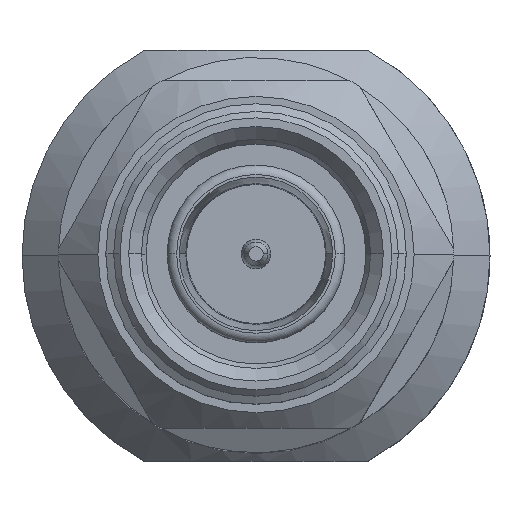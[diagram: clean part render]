
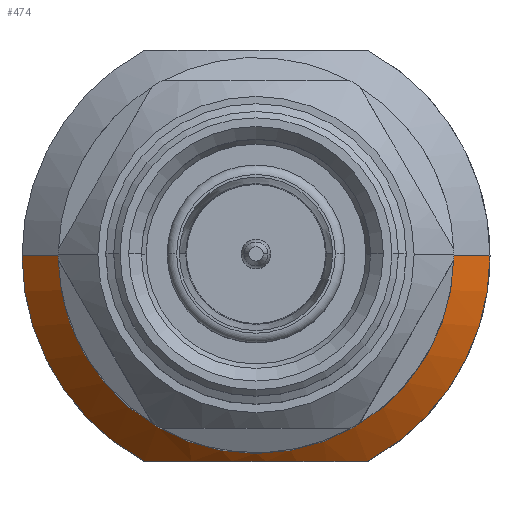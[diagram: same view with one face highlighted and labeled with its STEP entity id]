
A CAD part, top view. The second image highlights one B-rep face of the part: STEP entity #474.
In plain terms, the highlighted conical face has half-angle 45 degrees and reference radius 7.4 mm.
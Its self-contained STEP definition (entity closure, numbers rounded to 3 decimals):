
#228 = CONICAL_SURFACE ( 'NONE', #4023, 7.4, 0.785 ) ;
#450 = CARTESIAN_POINT ( 'NONE',  ( 0., 0., -36.06 ) ) ;
#474 = ADVANCED_FACE ( 'NONE', ( #6080 ), #228, .T. ) ;
#549 = CARTESIAN_POINT ( 'NONE',  ( -2.112, -6.5, -35.489 ) ) ;
#625 = CARTESIAN_POINT ( 'NONE',  ( 0., 0., -34.91 ) ) ;
#644 = CIRCLE ( 'NONE', #4919, 6.25 ) ;
#783 = VECTOR ( 'NONE', #3530, 1000. ) ;
#914 = DIRECTION ( 'NONE',  ( -0.707, 0., -0.707 ) ) ;
#942 = DIRECTION ( 'NONE',  ( 0., 0., -1. ) ) ;
#1003 = CARTESIAN_POINT ( 'NONE',  ( -1.225, -6.5, -35.25 ) ) ;
#1150 = AXIS2_PLACEMENT_3D ( 'NONE', #3584, #2161, #4481 ) ;
#1356 = CARTESIAN_POINT ( 'NONE',  ( -0.62, -6.5, -35.16 ) ) ;
#1439 = EDGE_CURVE ( 'NONE', #1753, #1970, #644, .T. ) ;
#1460 = CARTESIAN_POINT ( 'NONE',  ( 7.4, 0., -36.06 ) ) ;
#1499 = CARTESIAN_POINT ( 'NONE',  ( 3.537, -6.5, -36.06 ) ) ;
#1581 = EDGE_CURVE ( 'NONE', #1940, #5943, #3261, .T. ) ;
#1694 = CARTESIAN_POINT ( 'NONE',  ( 6.25, 0., -34.91 ) ) ;
#1753 = VERTEX_POINT ( 'NONE', #4029 ) ;
#1829 = CARTESIAN_POINT ( 'NONE',  ( 2.404, -6.5, -35.585 ) ) ;
#1940 = VERTEX_POINT ( 'NONE', #5397 ) ;
#1965 = CARTESIAN_POINT ( 'NONE',  ( -3.537, -6.5, -36.06 ) ) ;
#1970 = VERTEX_POINT ( 'NONE', #1694 ) ;
#1986 = DIRECTION ( 'NONE',  ( -1., 0., 0. ) ) ;
#1997 = CARTESIAN_POINT ( 'NONE',  ( 0.621, -6.5, -35.16 ) ) ;
#2161 = DIRECTION ( 'NONE',  ( 0., 0., 1. ) ) ;
#2387 = ORIENTED_EDGE ( 'NONE', *, *, #1439, .F. ) ;
#2571 = B_SPLINE_CURVE_WITH_KNOTS ( 'NONE', 3,
 ( #3436, #5270, #3000, #4904, #549, #1003, #1356, #1997, #5328, #4433, #1829, #3268, #4347, #1499 ),
 .UNSPECIFIED., .F., .F.,
 ( 4, 2, 2, 2, 2, 2, 4 ),
 ( 0.004, 0.005, 0.006, 0.008, 0.01, 0.011, 0.012 ),
 .UNSPECIFIED. ) ;
#2575 = EDGE_CURVE ( 'NONE', #4134, #4871, #5143, .T. ) ;
#2642 = ORIENTED_EDGE ( 'NONE', *, *, #1581, .T. ) ;
#2686 = ORIENTED_EDGE ( 'NONE', *, *, #4342, .T. ) ;
#2782 = CARTESIAN_POINT ( 'NONE',  ( -7.4, 0., -36.06 ) ) ;
#3000 = CARTESIAN_POINT ( 'NONE',  ( -2.981, -6.5, -35.806 ) ) ;
#3145 = EDGE_CURVE ( 'NONE', #1970, #4871, #3851, .T. ) ;
#3261 = CIRCLE ( 'NONE', #1150, 7.4 ) ;
#3268 = CARTESIAN_POINT ( 'NONE',  ( 2.981, -6.5, -35.806 ) ) ;
#3402 = EDGE_LOOP ( 'NONE', ( #2387, #5937, #2642, #2686, #5596, #3957 ) ) ;
#3428 = DIRECTION ( 'NONE',  ( 0., 0., 1. ) ) ;
#3436 = CARTESIAN_POINT ( 'NONE',  ( -3.537, -6.5, -36.06 ) ) ;
#3530 = DIRECTION ( 'NONE',  ( 0.707, 0., -0.707 ) ) ;
#3584 = CARTESIAN_POINT ( 'NONE',  ( 0., 0., -36.06 ) ) ;
#3851 = LINE ( 'NONE', #1460, #783 ) ;
#3957 = ORIENTED_EDGE ( 'NONE', *, *, #3145, .F. ) ;
#4023 = AXIS2_PLACEMENT_3D ( 'NONE', #450, #942, #5224 ) ;
#4029 = CARTESIAN_POINT ( 'NONE',  ( -6.25, 0., -34.91 ) ) ;
#4118 = EDGE_CURVE ( 'NONE', #1753, #1940, #5149, .T. ) ;
#4134 = VERTEX_POINT ( 'NONE', #5021 ) ;
#4331 = DIRECTION ( 'NONE',  ( -1., 0., 0. ) ) ;
#4342 = EDGE_CURVE ( 'NONE', #5943, #4134, #2571, .T. ) ;
#4347 = CARTESIAN_POINT ( 'NONE',  ( 3.261, -6.5, -35.928 ) ) ;
#4433 = CARTESIAN_POINT ( 'NONE',  ( 2.111, -6.5, -35.488 ) ) ;
#4481 = DIRECTION ( 'NONE',  ( -1., 0., 0. ) ) ;
#4525 = CARTESIAN_POINT ( 'NONE',  ( 7.4, 0., -36.06 ) ) ;
#4871 = VERTEX_POINT ( 'NONE', #4525 ) ;
#4904 = CARTESIAN_POINT ( 'NONE',  ( -2.406, -6.5, -35.586 ) ) ;
#4919 = AXIS2_PLACEMENT_3D ( 'NONE', #625, #3428, #1986 ) ;
#5021 = CARTESIAN_POINT ( 'NONE',  ( 3.537, -6.5, -36.06 ) ) ;
#5143 = CIRCLE ( 'NONE', #5819, 7.4 ) ;
#5149 = LINE ( 'NONE', #2782, #5257 ) ;
#5224 = DIRECTION ( 'NONE',  ( 1., 0., 0. ) ) ;
#5247 = DIRECTION ( 'NONE',  ( 0., 0., 1. ) ) ;
#5257 = VECTOR ( 'NONE', #914, 1000. ) ;
#5270 = CARTESIAN_POINT ( 'NONE',  ( -3.262, -6.5, -35.928 ) ) ;
#5328 = CARTESIAN_POINT ( 'NONE',  ( 1.226, -6.5, -35.25 ) ) ;
#5397 = CARTESIAN_POINT ( 'NONE',  ( -7.4, 0., -36.06 ) ) ;
#5531 = CARTESIAN_POINT ( 'NONE',  ( 0., 0., -36.06 ) ) ;
#5596 = ORIENTED_EDGE ( 'NONE', *, *, #2575, .T. ) ;
#5819 = AXIS2_PLACEMENT_3D ( 'NONE', #5531, #5247, #4331 ) ;
#5937 = ORIENTED_EDGE ( 'NONE', *, *, #4118, .T. ) ;
#5943 = VERTEX_POINT ( 'NONE', #1965 ) ;
#6080 = FACE_OUTER_BOUND ( 'NONE', #3402, .T. ) ;
